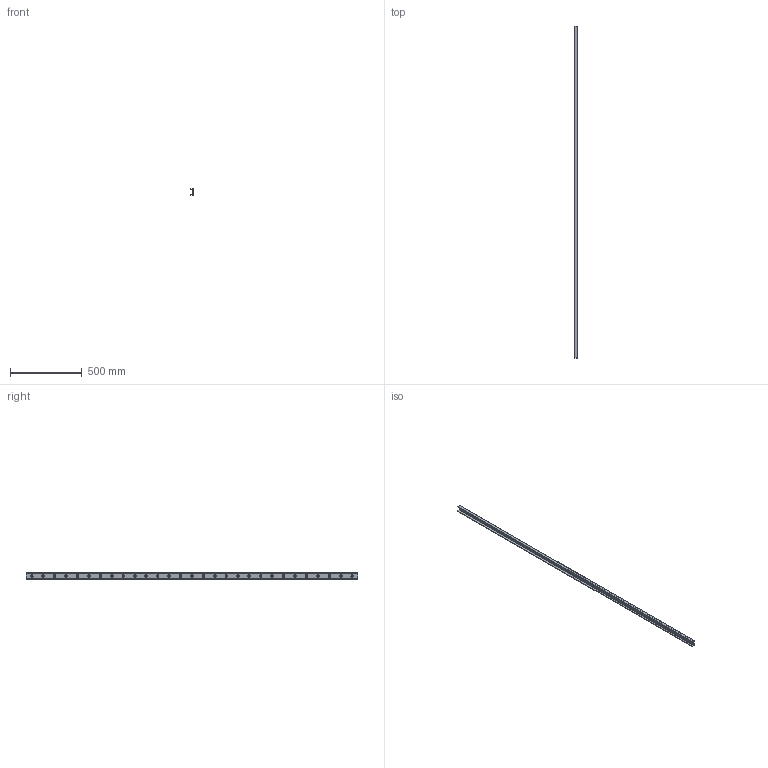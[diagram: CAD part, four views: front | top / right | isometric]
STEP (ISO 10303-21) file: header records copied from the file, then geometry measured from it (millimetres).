
FILE_DESCRIPTION( ( 'Unknown' ), '1' );
FILE_NAME( 'LCU43-2320C.stp', 'Unknown', ( 'Unknown' ), ( 'Unknown' ), 'PSStep 17.0.49', 'Unknown', ' ' );
FILE_SCHEMA( ( 'AUTOMOTIVE_DESIGN { 1 0 10303 214 1 1 1 1 }' ) );
Length unit declared in the file: millimetre
Products named in the file (1): 1
Bounding box: 21 x 2320 x 43 mm (x, y, z)
Volume: 736019.2 mm3; surface area: 369633.7 mm2
Topology: 1 solids, 1 shells, 103 faces, 245 edges, 173 vertices
Faces by surface type: cylinder 64, plane 39
Full cylindrical faces by diameter (mm): 10.5 x29, 18 x29
Entity records: 3484 total; most frequent: DIRECTION 494, CARTESIAN_POINT 406, ORIENTED_EDGE 316, EDGE_LOOP 248, AXIS2_PLACEMENT_3D 232, FACE_OUTER_BOUND 161, EDGE_CURVE 158, VERTEX_POINT 144
